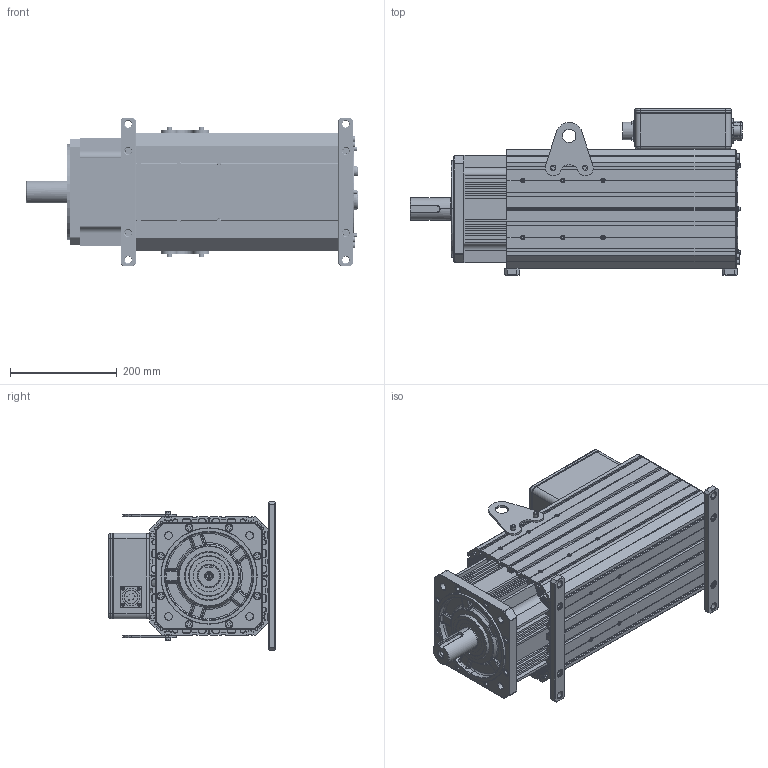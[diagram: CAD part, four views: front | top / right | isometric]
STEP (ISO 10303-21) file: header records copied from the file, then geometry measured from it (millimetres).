
FILE_DESCRIPTION (( 'STEP AP203' ), '1' );
FILE_NAME ('MS6G-200TH17B2-427P0.STEP', '2025-03-17T02:18:02', ( '' ), ( '' ), 'SwSTEP 2.0', 'SolidWorks 2022', '' );
FILE_SCHEMA (( 'CONFIG_CONTROL_DESIGN' ));
Products named in the file (1): MS6G-200TH17B2-427P0
Bounding box: 621 x 311.7 x 278 mm (x, y, z)
Volume: 29139361.5 mm3; surface area: 3037471.4 mm2
Topology: 100 solids, 100 shells, 5931 faces, 15770 edges, 10022 vertices
Faces by surface type: plane 4036, cylinder 962, cone 420, torus 412, bspline 75, sphere 26
Entity records: 190125 total; most frequent: CARTESIAN_POINT 44906, ORIENTED_EDGE 31476, DIRECTION 28522, EDGE_CURVE 15738, VECTOR 11338, LINE 11338, VERTEX_POINT 10022, AXIS2_PLACEMENT_3D 8592
